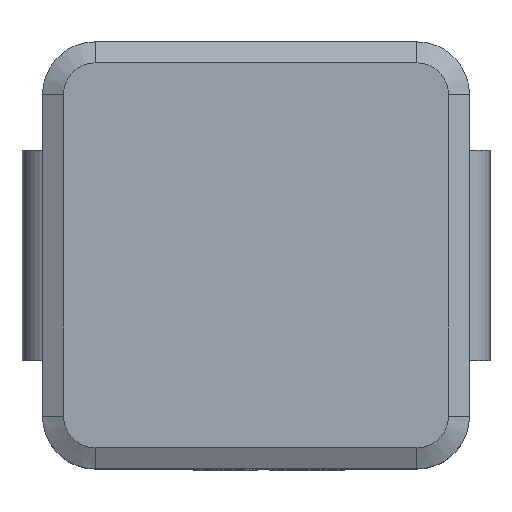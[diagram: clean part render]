
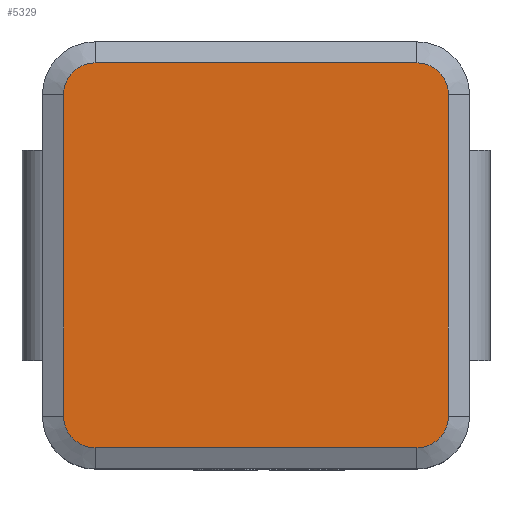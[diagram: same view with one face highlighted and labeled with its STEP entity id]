
A CAD part, top view. The second image highlights one B-rep face of the part: STEP entity #5329.
In plain terms, the highlighted planar face has unit normal (0, 0, 1).
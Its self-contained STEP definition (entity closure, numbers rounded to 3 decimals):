
#382=CIRCLE('',#5695,0.3);
#383=CIRCLE('',#5696,0.3);
#384=CIRCLE('',#5697,0.3);
#385=CIRCLE('',#5698,0.3);
#701=FACE_OUTER_BOUND('',#996,.T.);
#996=EDGE_LOOP('',(#3903,#3904,#3905,#3906,#3907,#3908,#3909,#3910));
#1400=LINE('',#7731,#1933);
#1401=LINE('',#7735,#1934);
#1402=LINE('',#7739,#1935);
#1403=LINE('',#7742,#1936);
#1933=VECTOR('',#6243,1.);
#1934=VECTOR('',#6246,1.);
#1935=VECTOR('',#6249,1.);
#1936=VECTOR('',#6252,1.);
#2544=VERTEX_POINT('',#7727);
#2545=VERTEX_POINT('',#7728);
#2546=VERTEX_POINT('',#7730);
#2547=VERTEX_POINT('',#7732);
#2548=VERTEX_POINT('',#7734);
#2549=VERTEX_POINT('',#7736);
#2550=VERTEX_POINT('',#7738);
#2551=VERTEX_POINT('',#7740);
#3074=EDGE_CURVE('',#2544,#2545,#382,.T.);
#3075=EDGE_CURVE('',#2545,#2546,#1400,.T.);
#3076=EDGE_CURVE('',#2546,#2547,#383,.T.);
#3077=EDGE_CURVE('',#2547,#2548,#1401,.T.);
#3078=EDGE_CURVE('',#2548,#2549,#384,.T.);
#3079=EDGE_CURVE('',#2549,#2550,#1402,.T.);
#3080=EDGE_CURVE('',#2550,#2551,#385,.T.);
#3081=EDGE_CURVE('',#2551,#2544,#1403,.T.);
#3903=ORIENTED_EDGE('',*,*,#3074,.T.);
#3904=ORIENTED_EDGE('',*,*,#3075,.T.);
#3905=ORIENTED_EDGE('',*,*,#3076,.T.);
#3906=ORIENTED_EDGE('',*,*,#3077,.T.);
#3907=ORIENTED_EDGE('',*,*,#3078,.T.);
#3908=ORIENTED_EDGE('',*,*,#3079,.T.);
#3909=ORIENTED_EDGE('',*,*,#3080,.T.);
#3910=ORIENTED_EDGE('',*,*,#3081,.T.);
#5157=PLANE('',#5694);
#5329=ADVANCED_FACE('',(#701),#5157,.T.);
#5694=AXIS2_PLACEMENT_3D('',#7726,#6239,#6240);
#5695=AXIS2_PLACEMENT_3D('',#7729,#6241,#6242);
#5696=AXIS2_PLACEMENT_3D('',#7733,#6244,#6245);
#5697=AXIS2_PLACEMENT_3D('',#7737,#6247,#6248);
#5698=AXIS2_PLACEMENT_3D('',#7741,#6250,#6251);
#6239=DIRECTION('center_axis',(0.,0.,1.));
#6240=DIRECTION('ref_axis',(1.,0.,0.));
#6241=DIRECTION('center_axis',(0.,0.,1.));
#6242=DIRECTION('ref_axis',(-1.,0.,0.));
#6243=DIRECTION('',(0.,1.,0.));
#6244=DIRECTION('center_axis',(0.,0.,1.));
#6245=DIRECTION('ref_axis',(-1.,0.,0.));
#6246=DIRECTION('',(-1.,0.,0.));
#6247=DIRECTION('center_axis',(0.,0.,1.));
#6248=DIRECTION('ref_axis',(-1.,0.,0.));
#6249=DIRECTION('',(0.,-1.,0.));
#6250=DIRECTION('center_axis',(0.,0.,1.));
#6251=DIRECTION('ref_axis',(-1.,0.,0.));
#6252=DIRECTION('',(1.,0.,0.));
#7726=CARTESIAN_POINT('Origin',(2.03,2.035,1.8));
#7727=CARTESIAN_POINT('',(1.53,-1.825,1.8));
#7728=CARTESIAN_POINT('',(1.83,-1.525,1.8));
#7729=CARTESIAN_POINT('Origin',(1.53,-1.525,1.8));
#7730=CARTESIAN_POINT('',(1.83,1.535,1.8));
#7731=CARTESIAN_POINT('',(1.83,2.035,1.8));
#7732=CARTESIAN_POINT('',(1.53,1.835,1.8));
#7733=CARTESIAN_POINT('Origin',(1.53,1.535,1.8));
#7734=CARTESIAN_POINT('',(-1.53,1.835,1.8));
#7735=CARTESIAN_POINT('',(2.03,1.835,1.8));
#7736=CARTESIAN_POINT('',(-1.83,1.535,1.8));
#7737=CARTESIAN_POINT('Origin',(-1.53,1.535,1.8));
#7738=CARTESIAN_POINT('',(-1.83,-1.525,1.8));
#7739=CARTESIAN_POINT('',(-1.83,2.035,1.8));
#7740=CARTESIAN_POINT('',(-1.53,-1.825,1.8));
#7741=CARTESIAN_POINT('Origin',(-1.53,-1.525,1.8));
#7742=CARTESIAN_POINT('',(2.03,-1.825,1.8));
